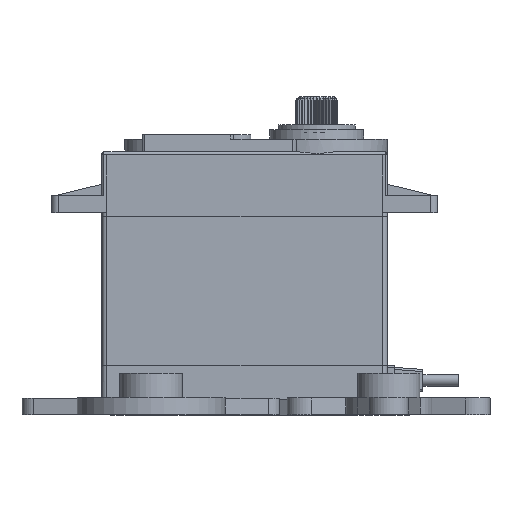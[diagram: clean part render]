
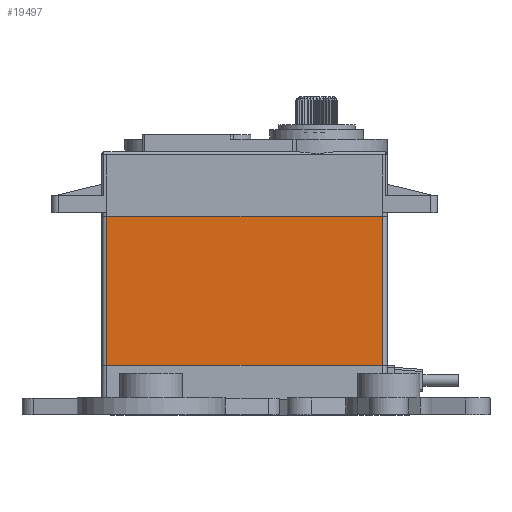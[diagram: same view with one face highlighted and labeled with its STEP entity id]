
A CAD part, top view. The second image highlights one B-rep face of the part: STEP entity #19497.
In plain terms, the highlighted planar face has unit normal (0, 0, 1).
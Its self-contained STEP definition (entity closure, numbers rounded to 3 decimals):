
#1813=FACE_OUTER_BOUND('',#2941,.T.);
#2941=EDGE_LOOP('',(#17962,#17963,#17964,#17965));
#4807=LINE('',#34404,#6692);
#4814=LINE('',#34433,#6699);
#4826=LINE('',#34467,#6711);
#4827=LINE('',#34469,#6712);
#6692=VECTOR('',#26374,38.5);
#6699=VECTOR('',#26397,38.5);
#6711=VECTOR('',#26431,20.8);
#6712=VECTOR('',#26434,20.8);
#9423=VERTEX_POINT('',#34401);
#9424=VERTEX_POINT('',#34403);
#9437=VERTEX_POINT('',#34430);
#9438=VERTEX_POINT('',#34432);
#12259=EDGE_CURVE('',#9423,#9424,#4807,.T.);
#12273=EDGE_CURVE('',#9438,#9437,#4814,.T.);
#12291=EDGE_CURVE('',#9423,#9438,#4826,.T.);
#12292=EDGE_CURVE('',#9424,#9437,#4827,.T.);
#17962=ORIENTED_EDGE('',*,*,#12273,.T.);
#17963=ORIENTED_EDGE('',*,*,#12292,.F.);
#17964=ORIENTED_EDGE('',*,*,#12259,.F.);
#17965=ORIENTED_EDGE('',*,*,#12291,.T.);
#18565=PLANE('',#21204);
#19497=ADVANCED_FACE('',(#1813),#18565,.F.);
#21204=AXIS2_PLACEMENT_3D('',#34468,#26432,#26433);
#26374=DIRECTION('',(-1.,0.,0.));
#26397=DIRECTION('',(-1.,0.,0.));
#26431=DIRECTION('',(0.,1.,0.));
#26432=DIRECTION('center_axis',(0.,0.,-1.));
#26433=DIRECTION('ref_axis',(-1.,0.,0.));
#26434=DIRECTION('',(0.,1.,0.));
#34401=CARTESIAN_POINT('',(19.25,-21.3,9.85));
#34403=CARTESIAN_POINT('',(-19.25,-21.3,9.85));
#34404=CARTESIAN_POINT('',(19.25,-21.3,9.85));
#34430=CARTESIAN_POINT('',(-19.25,-0.5,9.85));
#34432=CARTESIAN_POINT('',(19.25,-0.5,9.85));
#34433=CARTESIAN_POINT('',(19.25,-0.5,9.85));
#34467=CARTESIAN_POINT('',(19.25,-21.3,9.85));
#34468=CARTESIAN_POINT('Origin',(19.25,-21.3,9.85));
#34469=CARTESIAN_POINT('',(-19.25,-21.3,9.85));
